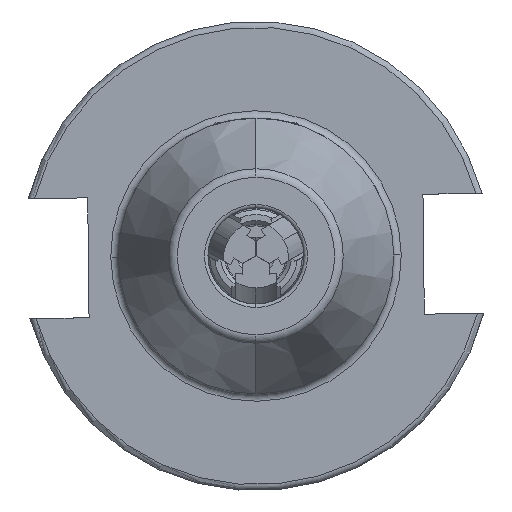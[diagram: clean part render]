
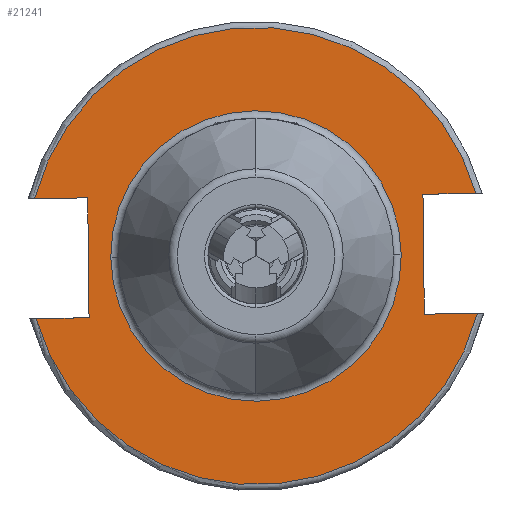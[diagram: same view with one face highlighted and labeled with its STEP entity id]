
A CAD part, front view. The second image highlights one B-rep face of the part: STEP entity #21241.
In plain terms, the highlighted face is planar.
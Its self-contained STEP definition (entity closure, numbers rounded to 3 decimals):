
#253 = CIRCLE ( 'NONE', #1325, 19.5 ) ;
#712 = ORIENTED_EDGE ( 'NONE', *, *, #4214, .T. ) ;
#1325 = AXIS2_PLACEMENT_3D ( 'NONE', #15363, #15348, #15340 ) ;
#1686 = VECTOR ( 'NONE', #18246, 1000. ) ;
#2579 = DIRECTION ( 'NONE',  ( 1., 0., 0. ) ) ;
#3321 = CARTESIAN_POINT ( 'NONE',  ( 22.5, 11.6, 8.05 ) ) ;
#3484 = ORIENTED_EDGE ( 'NONE', *, *, #11075, .T. ) ;
#3853 = DIRECTION ( 'NONE',  ( 1., 0., 0. ) ) ;
#3901 = CARTESIAN_POINT ( 'NONE',  ( -39.091, 11.6, 8.05 ) ) ;
#3904 = CARTESIAN_POINT ( 'NONE',  ( 30.7, 11.6, 0. ) ) ;
#4172 = DIRECTION ( 'NONE',  ( -1., 0., 0. ) ) ;
#4181 = DIRECTION ( 'NONE',  ( 0., 1., 0. ) ) ;
#4196 = CARTESIAN_POINT ( 'NONE',  ( 0., 11.6, 0. ) ) ;
#4214 = EDGE_CURVE ( 'NONE', #21531, #18169, #11502, .T. ) ;
#4587 = CARTESIAN_POINT ( 'NONE',  ( 36.137, 11.6, 8.05 ) ) ;
#5515 = CARTESIAN_POINT ( 'NONE',  ( -29.626, 11.6, -8.05 ) ) ;
#5747 = PLANE ( 'NONE',  #20724 ) ;
#6114 = CARTESIAN_POINT ( 'NONE',  ( -22.5, 11.6, -8.05 ) ) ;
#6209 = DIRECTION ( 'NONE',  ( 0., 0., -1. ) ) ;
#6326 = CIRCLE ( 'NONE', #20962, 30.7 ) ;
#6871 = CARTESIAN_POINT ( 'NONE',  ( -29.626, 11.6, 8.05 ) ) ;
#6922 = DIRECTION ( 'NONE',  ( -1., 0., 0. ) ) ;
#6931 = DIRECTION ( 'NONE',  ( 0., 1., 0. ) ) ;
#6946 = CARTESIAN_POINT ( 'NONE',  ( 0., 11.6, 0. ) ) ;
#7178 = VERTEX_POINT ( 'NONE', #7608 ) ;
#7608 = CARTESIAN_POINT ( 'NONE',  ( 22.5, 11.6, -8.05 ) ) ;
#7691 = ORIENTED_EDGE ( 'NONE', *, *, #13967, .F. ) ;
#9226 = CARTESIAN_POINT ( 'NONE',  ( -19.5, 11.6, 0. ) ) ;
#9758 = EDGE_LOOP ( 'NONE', ( #712, #18916, #21029, #7691, #3484, #11678, #15148, #9890 ) ) ;
#9890 = ORIENTED_EDGE ( 'NONE', *, *, #15027, .F. ) ;
#10132 = DIRECTION ( 'NONE',  ( -1., 0., 0. ) ) ;
#10163 = DIRECTION ( 'NONE',  ( 0., 1., 0. ) ) ;
#10235 = CARTESIAN_POINT ( 'NONE',  ( 0., 11.6, 0. ) ) ;
#10288 = VERTEX_POINT ( 'NONE', #11437 ) ;
#10527 = VERTEX_POINT ( 'NONE', #12494 ) ;
#10733 = AXIS2_PLACEMENT_3D ( 'NONE', #10235, #10163, #10132 ) ;
#10906 = DIRECTION ( 'NONE',  ( 1., 0., 0. ) ) ;
#10912 = VECTOR ( 'NONE', #2579, 1000. ) ;
#11075 = EDGE_CURVE ( 'NONE', #16435, #12752, #6326, .T. ) ;
#11162 = ORIENTED_EDGE ( 'NONE', *, *, #12461, .F. ) ;
#11178 = LINE ( 'NONE', #18271, #1686 ) ;
#11437 = CARTESIAN_POINT ( 'NONE',  ( -22.5, 11.6, 8.05 ) ) ;
#11502 = CIRCLE ( 'NONE', #10733, 30.7 ) ;
#11678 = ORIENTED_EDGE ( 'NONE', *, *, #14637, .F. ) ;
#11752 = VERTEX_POINT ( 'NONE', #9226 ) ;
#12198 = LINE ( 'NONE', #4587, #10912 ) ;
#12334 = AXIS2_PLACEMENT_3D ( 'NONE', #4196, #4181, #4172 ) ;
#12461 = EDGE_CURVE ( 'NONE', #11752, #10527, #253, .T. ) ;
#12494 = CARTESIAN_POINT ( 'NONE',  ( 19.5, 11.6, 0. ) ) ;
#12608 = EDGE_CURVE ( 'NONE', #21485, #18169, #19684, .T. ) ;
#12703 = CARTESIAN_POINT ( 'NONE',  ( 29.626, 11.6, 8.05 ) ) ;
#12752 = VERTEX_POINT ( 'NONE', #12703 ) ;
#13564 = EDGE_CURVE ( 'NONE', #10288, #21485, #14449, .T. ) ;
#13616 = DIRECTION ( 'NONE',  ( -1., 0., 0. ) ) ;
#13666 = CARTESIAN_POINT ( 'NONE',  ( -39.091, 11.6, -8.05 ) ) ;
#13967 = EDGE_CURVE ( 'NONE', #16435, #10288, #19339, .T. ) ;
#14449 = LINE ( 'NONE', #6114, #17755 ) ;
#14637 = EDGE_CURVE ( 'NONE', #18409, #12752, #12198, .T. ) ;
#14757 = EDGE_CURVE ( 'NONE', #7178, #18409, #17607, .T. ) ;
#15027 = EDGE_CURVE ( 'NONE', #21531, #7178, #11178, .T. ) ;
#15148 = ORIENTED_EDGE ( 'NONE', *, *, #14757, .F. ) ;
#15340 = DIRECTION ( 'NONE',  ( -1., 0., 0. ) ) ;
#15348 = DIRECTION ( 'NONE',  ( 0., 1., 0. ) ) ;
#15363 = CARTESIAN_POINT ( 'NONE',  ( 0., 11.6, 0. ) ) ;
#15699 = VECTOR ( 'NONE', #20425, 1000. ) ;
#16435 = VERTEX_POINT ( 'NONE', #6871 ) ;
#16747 = EDGE_CURVE ( 'NONE', #10527, #11752, #20852, .T. ) ;
#17607 = LINE ( 'NONE', #20480, #15699 ) ;
#17745 = CARTESIAN_POINT ( 'NONE',  ( -22.5, 11.6, -8.05 ) ) ;
#17755 = VECTOR ( 'NONE', #6209, 1000. ) ;
#18169 = VERTEX_POINT ( 'NONE', #5515 ) ;
#18246 = DIRECTION ( 'NONE',  ( -1., 0., 0. ) ) ;
#18271 = CARTESIAN_POINT ( 'NONE',  ( 36.137, 11.6, -8.05 ) ) ;
#18409 = VERTEX_POINT ( 'NONE', #3321 ) ;
#18916 = ORIENTED_EDGE ( 'NONE', *, *, #12608, .F. ) ;
#19339 = LINE ( 'NONE', #3901, #20927 ) ;
#19657 = CARTESIAN_POINT ( 'NONE',  ( 29.626, 11.6, -8.05 ) ) ;
#19684 = LINE ( 'NONE', #13666, #20204 ) ;
#19719 = EDGE_LOOP ( 'NONE', ( #11162, #22020 ) ) ;
#20204 = VECTOR ( 'NONE', #13616, 1000. ) ;
#20354 = FACE_OUTER_BOUND ( 'NONE', #9758, .T. ) ;
#20425 = DIRECTION ( 'NONE',  ( 0., 0., 1. ) ) ;
#20480 = CARTESIAN_POINT ( 'NONE',  ( 22.5, 11.6, -8.05 ) ) ;
#20575 = FACE_BOUND ( 'NONE', #19719, .T. ) ;
#20724 = AXIS2_PLACEMENT_3D ( 'NONE', #3904, #20977, #10906 ) ;
#20852 = CIRCLE ( 'NONE', #12334, 19.5 ) ;
#20927 = VECTOR ( 'NONE', #3853, 1000. ) ;
#20962 = AXIS2_PLACEMENT_3D ( 'NONE', #6946, #6931, #6922 ) ;
#20977 = DIRECTION ( 'NONE',  ( 0., -1., 0. ) ) ;
#21029 = ORIENTED_EDGE ( 'NONE', *, *, #13564, .F. ) ;
#21241 = ADVANCED_FACE ( 'NONE', ( #20575, #20354 ), #5747, .F. ) ;
#21485 = VERTEX_POINT ( 'NONE', #17745 ) ;
#21531 = VERTEX_POINT ( 'NONE', #19657 ) ;
#22020 = ORIENTED_EDGE ( 'NONE', *, *, #16747, .F. ) ;
